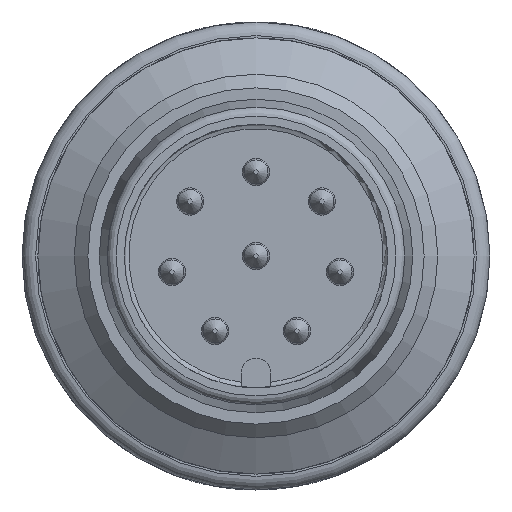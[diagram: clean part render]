
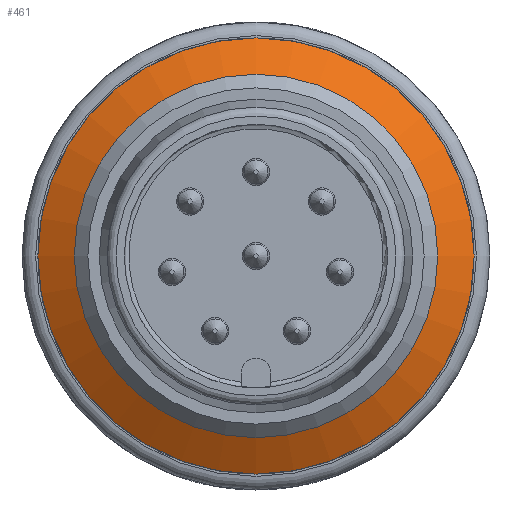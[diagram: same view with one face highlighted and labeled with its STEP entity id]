
A CAD part, left-side view. The second image highlights one B-rep face of the part: STEP entity #461.
In plain terms, the highlighted conical face has half-angle 60 degrees and reference radius 4 mm.
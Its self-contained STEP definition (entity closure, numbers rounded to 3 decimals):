
#440=CONICAL_SURFACE('',#2268,4.,60.);
#461=ADVANCED_FACE('',(#668,#669),#440,.T.);
#668=FACE_BOUND('',#773,.T.);
#669=FACE_BOUND('',#774,.T.);
#773=EDGE_LOOP('',(#994));
#774=EDGE_LOOP('',(#995));
#994=ORIENTED_EDGE('',*,*,#1793,.F.);
#995=ORIENTED_EDGE('',*,*,#1789,.T.);
#1588=VERTEX_POINT('',#3221);
#1592=VERTEX_POINT('',#3232);
#1789=EDGE_CURVE('',#1588,#1588,#2089,.T.);
#1793=EDGE_CURVE('',#1592,#1592,#2093,.T.);
#2089=CIRCLE('',#2260,4.);
#2093=CIRCLE('',#2267,4.8);
#2260=AXIS2_PLACEMENT_3D('',#3220,#2561,#2562);
#2267=AXIS2_PLACEMENT_3D('',#3231,#2575,#2576);
#2268=AXIS2_PLACEMENT_3D('',#3233,#2577,#2578);
#2561=DIRECTION('',(1.,0.,0.));
#2562=DIRECTION('',(0.,-1.,0.));
#2575=DIRECTION('',(1.,0.,0.));
#2576=DIRECTION('',(0.,-1.,0.));
#2577=DIRECTION('',(1.,0.,0.));
#2578=DIRECTION('',(0.,-1.,0.));
#3220=CARTESIAN_POINT('',(44.6,50.,0.));
#3221=CARTESIAN_POINT('',(44.6,46.,0.));
#3231=CARTESIAN_POINT('',(45.062,50.,0.));
#3232=CARTESIAN_POINT('',(45.062,45.2,0.));
#3233=CARTESIAN_POINT('',(44.6,50.,0.));
